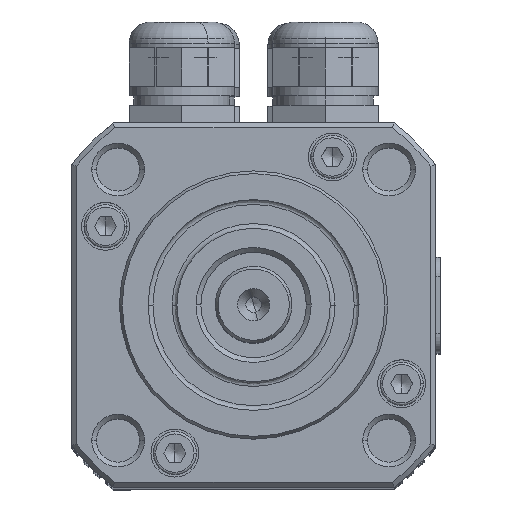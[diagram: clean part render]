
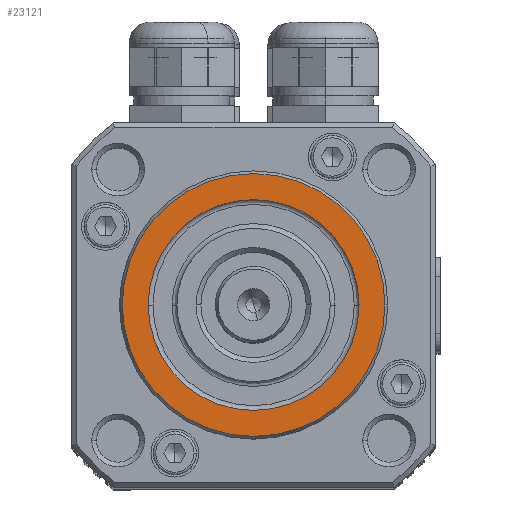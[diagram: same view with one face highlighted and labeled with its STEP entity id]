
A CAD part, top view. The second image highlights one B-rep face of the part: STEP entity #23121.
In plain terms, the highlighted planar face has unit normal (0, 0, 1).
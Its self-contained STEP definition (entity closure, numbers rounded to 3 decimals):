
#839=CARTESIAN_POINT('',(-13.711,0.,91.5));
#840=VERTEX_POINT('',#839);
#847=CARTESIAN_POINT('',(13.711,0.,91.5));
#848=VERTEX_POINT('',#847);
#849=CARTESIAN_POINT('',(0.,0.,91.5));
#850=DIRECTION('',(0.0,0.0,-1.0));
#851=DIRECTION('',(-1.0,0.0,0.0));
#852=AXIS2_PLACEMENT_3D('',#849,#850,#851);
#853=CIRCLE('',#852,13.711);
#854=EDGE_CURVE('',#840,#848,#853,.T.);
#980=CARTESIAN_POINT('',(-11.,0.,91.5));
#981=VERTEX_POINT('',#980);
#997=CARTESIAN_POINT('',(11.,0.,91.5));
#998=VERTEX_POINT('',#997);
#1005=CARTESIAN_POINT('',(0.,0.,91.5));
#1006=DIRECTION('',(0.0,0.0,-1.0));
#1007=DIRECTION('',(-1.0,0.0,0.0));
#1008=AXIS2_PLACEMENT_3D('',#1005,#1006,#1007);
#1009=CIRCLE('',#1008,11.0);
#1010=EDGE_CURVE('',#981,#998,#1009,.T.);
#23090=CARTESIAN_POINT('',(0.,0.,91.5));
#23091=DIRECTION('',(0.0,0.0,-1.0));
#23092=DIRECTION('',(-1.0,0.0,0.0));
#23093=AXIS2_PLACEMENT_3D('',#23090,#23091,#23092);
#23094=CIRCLE('',#23093,11.0);
#23095=EDGE_CURVE('',#998,#981,#23094,.T.);
#23102=CARTESIAN_POINT('',(0.,0.,91.5));
#23103=DIRECTION('',(0.0,0.0,-1.0));
#23104=DIRECTION('',(-1.0,0.0,0.0));
#23105=AXIS2_PLACEMENT_3D('',#23102,#23103,#23104);
#23106=PLANE('',#23105);
#23107=CARTESIAN_POINT('',(0.,0.,91.5));
#23108=DIRECTION('',(0.0,0.0,-1.0));
#23109=DIRECTION('',(-1.0,0.0,0.0));
#23110=AXIS2_PLACEMENT_3D('',#23107,#23108,#23109);
#23111=CIRCLE('',#23110,13.711);
#23112=EDGE_CURVE('',#848,#840,#23111,.T.);
#23113=ORIENTED_EDGE('',*,*,#23112,.F.);
#23114=ORIENTED_EDGE('',*,*,#854,.F.);
#23115=EDGE_LOOP('',(#23113,#23114));
#23116=FACE_OUTER_BOUND('',#23115,.T.);
#23117=ORIENTED_EDGE('',*,*,#23095,.T.);
#23118=ORIENTED_EDGE('',*,*,#1010,.T.);
#23119=EDGE_LOOP('',(#23117,#23118));
#23120=FACE_BOUND('',#23119,.T.);
#23121=ADVANCED_FACE('',(#23116,#23120),#23106,.F.);
